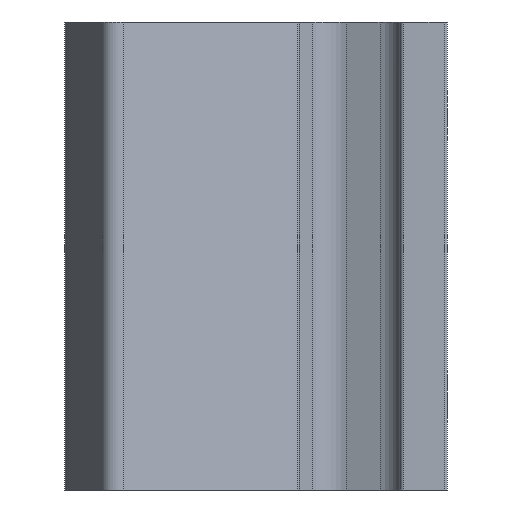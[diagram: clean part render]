
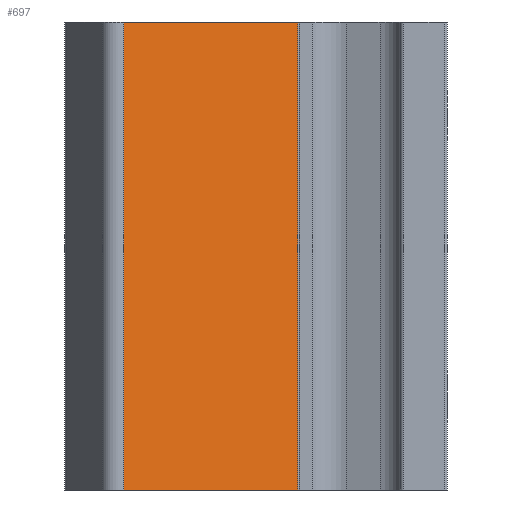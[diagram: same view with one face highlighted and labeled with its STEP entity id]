
A CAD part, front view. The second image highlights one B-rep face of the part: STEP entity #697.
In plain terms, the highlighted planar face has unit normal (0.487, -0.873, 0).
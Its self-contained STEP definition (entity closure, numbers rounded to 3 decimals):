
#21=PLANE('',#766);
#48=FACE_OUTER_BOUND('',#83,.T.);
#83=EDGE_LOOP('',(#517,#518,#519,#520));
#132=LINE('',#1103,#205);
#133=LINE('',#1106,#206);
#134=LINE('',#1108,#207);
#135=LINE('',#1109,#208);
#205=VECTOR('',#877,10.);
#206=VECTOR('',#880,10.);
#207=VECTOR('',#881,10.);
#208=VECTOR('',#882,10.);
#312=VERTEX_POINT('',#1099);
#313=VERTEX_POINT('',#1101);
#314=VERTEX_POINT('',#1105);
#315=VERTEX_POINT('',#1107);
#394=EDGE_CURVE('',#312,#313,#132,.T.);
#395=EDGE_CURVE('',#314,#312,#133,.T.);
#396=EDGE_CURVE('',#315,#313,#134,.T.);
#397=EDGE_CURVE('',#314,#315,#135,.T.);
#517=ORIENTED_EDGE('',*,*,#395,.T.);
#518=ORIENTED_EDGE('',*,*,#394,.T.);
#519=ORIENTED_EDGE('',*,*,#396,.F.);
#520=ORIENTED_EDGE('',*,*,#397,.F.);
#697=ADVANCED_FACE('',(#48),#21,.T.);
#766=AXIS2_PLACEMENT_3D('',#1104,#878,#879);
#877=DIRECTION('',(0.,0.,1.));
#878=DIRECTION('center_axis',(0.487,-0.873,0.));
#879=DIRECTION('ref_axis',(0.873,0.487,0.));
#880=DIRECTION('',(0.873,0.487,0.));
#881=DIRECTION('',(0.873,0.487,0.));
#882=DIRECTION('',(0.,0.,1.));
#1099=CARTESIAN_POINT('',(110.385,239.808,0.));
#1101=CARTESIAN_POINT('',(110.385,239.808,30.));
#1103=CARTESIAN_POINT('',(110.385,239.808,0.));
#1104=CARTESIAN_POINT('Origin',(99.207,233.572,0.));
#1105=CARTESIAN_POINT('',(99.207,233.572,0.));
#1106=CARTESIAN_POINT('',(99.207,233.572,0.));
#1107=CARTESIAN_POINT('',(99.207,233.572,30.));
#1108=CARTESIAN_POINT('',(99.207,233.572,30.));
#1109=CARTESIAN_POINT('',(99.207,233.572,0.));
